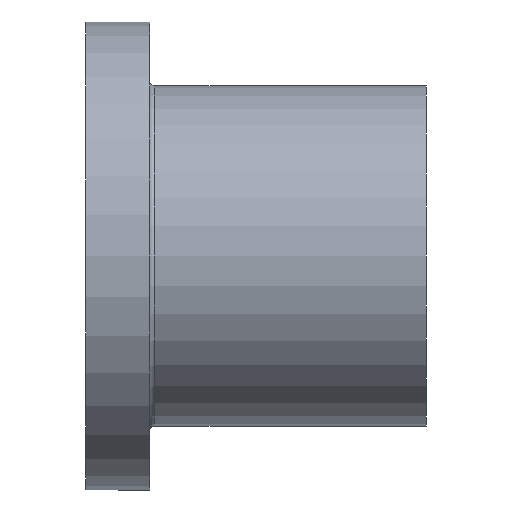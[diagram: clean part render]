
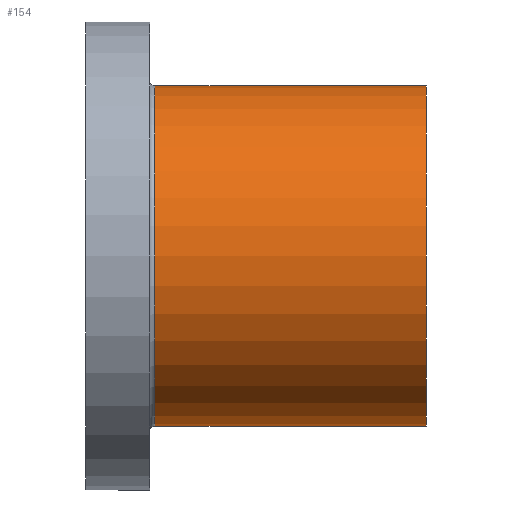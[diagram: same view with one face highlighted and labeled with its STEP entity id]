
A CAD part, front view. The second image highlights one B-rep face of the part: STEP entity #154.
In plain terms, the highlighted cylindrical face has radius 50.8 mm (diameter 101.6 mm), a partial arc.
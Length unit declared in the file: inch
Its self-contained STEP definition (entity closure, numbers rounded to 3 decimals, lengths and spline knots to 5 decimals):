
#34 = CIRCLE ( 'NONE', #867, 2. ) ;
#52 = EDGE_CURVE ( 'NONE', #320, #851, #734, .T. ) ;
#67 = VECTOR ( 'NONE', #548, 39.37008 ) ;
#79 = DIRECTION ( 'NONE',  ( 0., 0., 1. ) ) ;
#111 = EDGE_CURVE ( 'NONE', #929, #851, #34, .T. ) ;
#124 = CIRCLE ( 'NONE', #405, 2. ) ;
#131 = ORIENTED_EDGE ( 'NONE', *, *, #771, .T. ) ;
#154 = ADVANCED_FACE ( 'NONE', ( #626 ), #372, .T. ) ;
#179 = CARTESIAN_POINT ( 'NONE',  ( 2.81458, 0., 2. ) ) ;
#261 = CARTESIAN_POINT ( 'NONE',  ( 0., 0., 2. ) ) ;
#269 = DIRECTION ( 'NONE',  ( 0., 0., 1. ) ) ;
#279 = ORIENTED_EDGE ( 'NONE', *, *, #52, .F. ) ;
#298 = LINE ( 'NONE', #261, #67 ) ;
#320 = VERTEX_POINT ( 'NONE', #643 ) ;
#337 = ORIENTED_EDGE ( 'NONE', *, *, #823, .T. ) ;
#372 = CYLINDRICAL_SURFACE ( 'NONE', #644, 2. ) ;
#374 = CARTESIAN_POINT ( 'NONE',  ( -0.37292, 0., -2. ) ) ;
#375 = CARTESIAN_POINT ( 'NONE',  ( 0., 0., -2. ) ) ;
#391 = CARTESIAN_POINT ( 'NONE',  ( -0.37292, 0., 2. ) ) ;
#393 = CARTESIAN_POINT ( 'NONE',  ( -0.37292, 0., 0. ) ) ;
#404 = ORIENTED_EDGE ( 'NONE', *, *, #111, .T. ) ;
#405 = AXIS2_PLACEMENT_3D ( 'NONE', #783, #788, #269 ) ;
#416 = VERTEX_POINT ( 'NONE', #179 ) ;
#487 = DIRECTION ( 'NONE',  ( 0., 0., 1. ) ) ;
#510 = VECTOR ( 'NONE', #891, 39.37008 ) ;
#548 = DIRECTION ( 'NONE',  ( -1., 0., 0. ) ) ;
#596 = DIRECTION ( 'NONE',  ( -1., 0., 0. ) ) ;
#626 = FACE_OUTER_BOUND ( 'NONE', #689, .T. ) ;
#643 = CARTESIAN_POINT ( 'NONE',  ( 2.81458, 0., -2. ) ) ;
#644 = AXIS2_PLACEMENT_3D ( 'NONE', #949, #596, #79 ) ;
#689 = EDGE_LOOP ( 'NONE', ( #279, #131, #337, #404 ) ) ;
#731 = DIRECTION ( 'NONE',  ( 1., 0., 0. ) ) ;
#734 = LINE ( 'NONE', #375, #510 ) ;
#771 = EDGE_CURVE ( 'NONE', #320, #416, #124, .T. ) ;
#783 = CARTESIAN_POINT ( 'NONE',  ( 2.81458, 0., 0. ) ) ;
#788 = DIRECTION ( 'NONE',  ( -1., 0., 0. ) ) ;
#823 = EDGE_CURVE ( 'NONE', #416, #929, #298, .T. ) ;
#851 = VERTEX_POINT ( 'NONE', #374 ) ;
#867 = AXIS2_PLACEMENT_3D ( 'NONE', #393, #731, #487 ) ;
#891 = DIRECTION ( 'NONE',  ( -1., 0., 0. ) ) ;
#929 = VERTEX_POINT ( 'NONE', #391 ) ;
#949 = CARTESIAN_POINT ( 'NONE',  ( 0., 0., 0. ) ) ;
